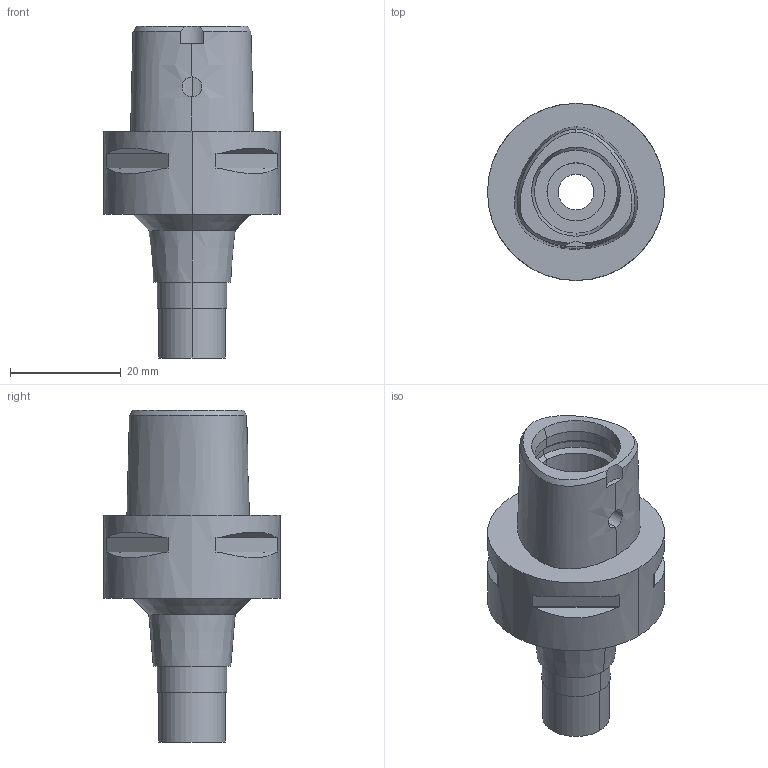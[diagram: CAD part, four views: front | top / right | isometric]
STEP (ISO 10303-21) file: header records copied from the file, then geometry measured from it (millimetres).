
FILE_DESCRIPTION((''),'2;1');
FILE_NAME('C3-MEGA6S-45T','2020-09-18T',('ykawabe'),(''),'CREO PARAMETRIC BY PTC INC, 2016380','CREO PARAMETRIC BY PTC INC, 2016380','');
FILE_SCHEMA(('AUTOMOTIVE_DESIGN { 1 0 10303 214 1 1 1 1 }'));
Length unit declared in the file: millimetre
Products named in the file (1): C3-MEGA6S-45T
Bounding box: 32 x 32 x 60 mm (x, y, z)
Volume: 17469.1 mm3; surface area: 7286.4 mm2
Topology: 1 solids, 1 shells, 67 faces, 149 edges, 93 vertices
Faces by surface type: plane 30, cylinder 21, cone 10, bspline 4, torus 2
Entity records: 3293 total; most frequent: CARTESIAN_POINT 1210, DIRECTION 327, ORIENTED_EDGE 298, PRESENTATION_STYLE_ASSIGNMENT 154, STYLED_ITEM 154, CURVE_STYLE 153, EDGE_CURVE 149, AXIS2_PLACEMENT_3D 134
